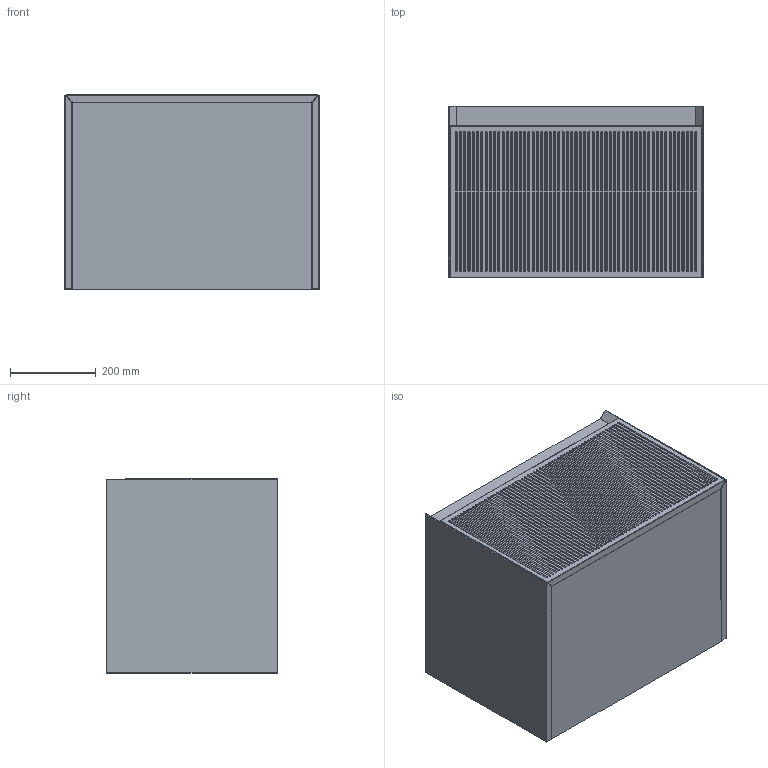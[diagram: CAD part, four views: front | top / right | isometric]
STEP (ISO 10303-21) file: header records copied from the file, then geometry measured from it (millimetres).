
FILE_DESCRIPTION (( 'STEP AP214' ), '1' );
FILE_NAME ('60cm 1 Drawer.STEP', '2022-10-06T11:03:21', ( '' ), ( '' ), 'SwSTEP 2.0', 'SolidWorks 2019', '' );
FILE_SCHEMA (( 'AUTOMOTIVE_DESIGN' ));
Length unit declared in the file: millimetre
Products named in the file (3): 60cm 1 Drawer; Drawers_v10722_60 FLUTED ; Carcass_v10722_600 1D
Assembly tree (2 placements, depth 2):
  60cm 1 Drawer
    Carcass_v10722_600 1D
    Drawers_v10722_60 FLUTED 
Bounding box: 595 x 400 x 455 mm (x, y, z)
Volume: 21784292.5 mm3; surface area: 2759232.7 mm2
Topology: 10 solids, 10 shells, 393 faces, 914 edges, 582 vertices
Faces by surface type: cylinder 144, plane 119, torus 114, sphere 16
Entity records: 11444 total; most frequent: DIRECTION 2200, CARTESIAN_POINT 1890, ORIENTED_EDGE 1796, AXIS2_PLACEMENT_3D 908, EDGE_CURVE 898, VERTEX_POINT 582, CIRCLE 510, EDGE_LOOP 450
